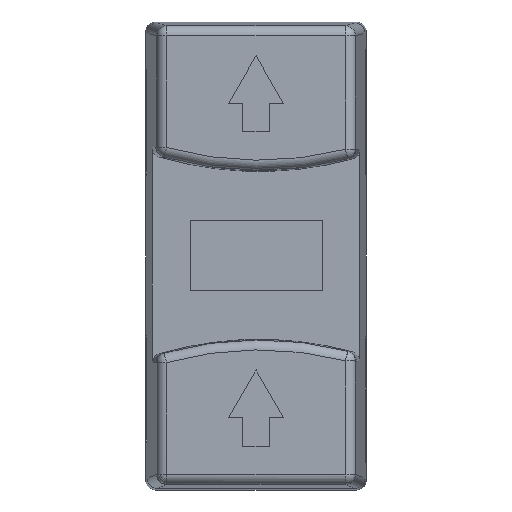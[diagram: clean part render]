
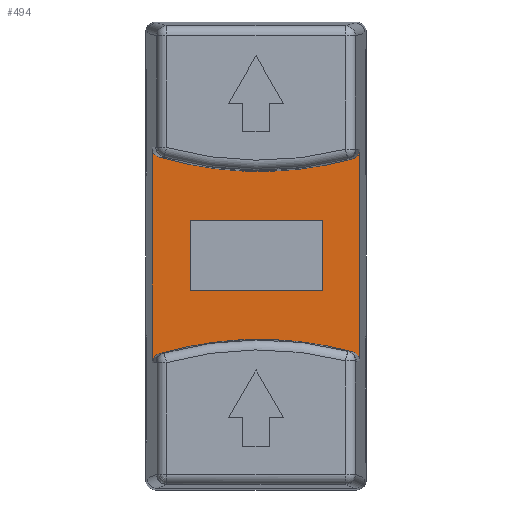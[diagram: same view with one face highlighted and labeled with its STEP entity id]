
A CAD part, top view. The second image highlights one B-rep face of the part: STEP entity #494.
In plain terms, the highlighted planar face has unit normal (0, 0, 1).
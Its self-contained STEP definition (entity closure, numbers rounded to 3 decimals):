
#58=B_SPLINE_CURVE_WITH_KNOTS('',3,(#2372,#2373,#2374,#2375,#2376,#2377,
#2378,#2379,#2380,#2381,#2382,#2383,#2384),.UNSPECIFIED.,.F.,.F.,(4,3,3,
3,4),(0.,0.259,0.518,0.777,1.),
 .UNSPECIFIED.);
#60=B_SPLINE_CURVE_WITH_KNOTS('',3,(#2406,#2407,#2408,#2409,#2410,#2411,
#2412,#2413,#2414,#2415,#2416,#2417,#2418),.UNSPECIFIED.,.F.,.F.,(4,3,3,
3,4),(0.,0.259,0.517,0.776,1.),
 .UNSPECIFIED.);
#62=B_SPLINE_CURVE_WITH_KNOTS('',3,(#2440,#2441,#2442,#2443,#2444,#2445,
#2446,#2447,#2448,#2449,#2450,#2451,#2452),.UNSPECIFIED.,.F.,.F.,(4,3,3,
3,4),(0.,0.263,0.526,0.789,1.),
 .UNSPECIFIED.);
#64=B_SPLINE_CURVE_WITH_KNOTS('',3,(#2474,#2475,#2476,#2477,#2478,#2479,
#2480,#2481,#2482,#2483,#2484,#2485,#2486),.UNSPECIFIED.,.F.,.F.,(4,3,3,
3,4),(0.,0.263,0.525,0.788,1.),
 .UNSPECIFIED.);
#138=PLANE('',#1558);
#235=LINE('',#2042,#339);
#239=LINE('',#2051,#343);
#272=LINE('',#2193,#376);
#280=LINE('',#2217,#384);
#283=LINE('',#2237,#387);
#285=LINE('',#2240,#389);
#339=VECTOR('',#1608,1.);
#343=VECTOR('',#1614,1.);
#376=VECTOR('',#1759,1.);
#384=VECTOR('',#1781,1.);
#387=VECTOR('',#1810,1.);
#389=VECTOR('',#1814,1.);
#494=ADVANCED_FACE('',(#561,#562),#138,.T.);
#561=FACE_BOUND('',#636,.T.);
#562=FACE_BOUND('',#637,.T.);
#636=EDGE_LOOP('',(#900,#901,#902,#903,#904,#905,#906,#907,#908,#909,#910,
#911));
#637=EDGE_LOOP('',(#912,#913,#914,#915));
#900=ORIENTED_EDGE('',*,*,#1330,.F.);
#901=ORIENTED_EDGE('',*,*,#1284,.T.);
#902=ORIENTED_EDGE('',*,*,#1331,.F.);
#903=ORIENTED_EDGE('',*,*,#1322,.T.);
#904=ORIENTED_EDGE('',*,*,#1264,.F.);
#905=ORIENTED_EDGE('',*,*,#1324,.T.);
#906=ORIENTED_EDGE('',*,*,#1332,.F.);
#907=ORIENTED_EDGE('',*,*,#1281,.T.);
#908=ORIENTED_EDGE('',*,*,#1333,.F.);
#909=ORIENTED_EDGE('',*,*,#1326,.T.);
#910=ORIENTED_EDGE('',*,*,#1276,.F.);
#911=ORIENTED_EDGE('',*,*,#1328,.T.);
#912=ORIENTED_EDGE('',*,*,#1198,.T.);
#913=ORIENTED_EDGE('',*,*,#1287,.T.);
#914=ORIENTED_EDGE('',*,*,#1194,.T.);
#915=ORIENTED_EDGE('',*,*,#1289,.T.);
#1066=VERTEX_POINT('',#2036);
#1069=VERTEX_POINT('',#2041);
#1070=VERTEX_POINT('',#2045);
#1073=VERTEX_POINT('',#2050);
#1077=VERTEX_POINT('',#2059);
#1082=VERTEX_POINT('',#2070);
#1087=VERTEX_POINT('',#2081);
#1126=VERTEX_POINT('',#2192);
#1127=VERTEX_POINT('',#2194);
#1135=VERTEX_POINT('',#2216);
#1136=VERTEX_POINT('',#2218);
#1138=VERTEX_POINT('',#2228);
#1156=VERTEX_POINT('',#2385);
#1157=VERTEX_POINT('',#2419);
#1158=VERTEX_POINT('',#2453);
#1159=VERTEX_POINT('',#2487);
#1194=EDGE_CURVE('',#1066,#1069,#235,.T.);
#1198=EDGE_CURVE('',#1070,#1073,#239,.T.);
#1264=EDGE_CURVE('',#1126,#1127,#272,.T.);
#1276=EDGE_CURVE('',#1135,#1136,#280,.T.);
#1281=EDGE_CURVE('',#1138,#1077,#1397,.T.);
#1284=EDGE_CURVE('',#1082,#1087,#1399,.T.);
#1287=EDGE_CURVE('',#1073,#1066,#283,.T.);
#1289=EDGE_CURVE('',#1069,#1070,#285,.T.);
#1322=EDGE_CURVE('',#1156,#1127,#58,.T.);
#1324=EDGE_CURVE('',#1126,#1157,#60,.T.);
#1326=EDGE_CURVE('',#1158,#1136,#62,.T.);
#1328=EDGE_CURVE('',#1135,#1159,#64,.T.);
#1330=EDGE_CURVE('',#1082,#1159,#1422,.T.);
#1331=EDGE_CURVE('',#1156,#1087,#1423,.T.);
#1332=EDGE_CURVE('',#1138,#1157,#1424,.T.);
#1333=EDGE_CURVE('',#1158,#1077,#1425,.T.);
#1397=CIRCLE('',#1507,10.631);
#1399=CIRCLE('',#1511,10.631);
#1422=CIRCLE('',#1554,10.631);
#1423=CIRCLE('',#1555,10.631);
#1424=CIRCLE('',#1556,10.631);
#1425=CIRCLE('',#1557,10.631);
#1507=AXIS2_PLACEMENT_3D('',#2227,#1795,#1796);
#1511=AXIS2_PLACEMENT_3D('',#2233,#1803,#1804);
#1554=AXIS2_PLACEMENT_3D('',#2508,#1899,#1900);
#1555=AXIS2_PLACEMENT_3D('',#2509,#1901,#1902);
#1556=AXIS2_PLACEMENT_3D('',#2510,#1903,#1904);
#1557=AXIS2_PLACEMENT_3D('',#2511,#1905,#1906);
#1558=AXIS2_PLACEMENT_3D('',#2512,#1907,#1908);
#1608=DIRECTION('',(0.,-1.,0.));
#1614=DIRECTION('',(0.,1.,0.));
#1759=DIRECTION('',(0.,-1.,0.));
#1781=DIRECTION('',(0.,1.,0.));
#1795=DIRECTION('',(0.,0.,-1.));
#1796=DIRECTION('',(0.,1.,0.));
#1803=DIRECTION('',(0.,0.,-1.));
#1804=DIRECTION('',(1.,0.,0.));
#1810=DIRECTION('',(1.,0.,0.));
#1814=DIRECTION('',(-1.,0.,0.));
#1899=DIRECTION('',(0.,0.,1.));
#1900=DIRECTION('',(0.,1.,0.));
#1901=DIRECTION('',(0.,0.,1.));
#1902=DIRECTION('',(0.,1.,0.));
#1903=DIRECTION('',(0.,0.,1.));
#1904=DIRECTION('',(0.,1.,0.));
#1905=DIRECTION('',(0.,0.,1.));
#1906=DIRECTION('',(0.,1.,0.));
#1907=DIRECTION('',(0.,0.,1.));
#1908=DIRECTION('',(0.,-1.,0.));
#2036=CARTESIAN_POINT('',(141.288,-16.86,5.6));
#2041=CARTESIAN_POINT('',(141.288,-18.96,5.6));
#2042=CARTESIAN_POINT('',(141.288,-17.91,5.6));
#2045=CARTESIAN_POINT('',(137.322,-18.96,5.6));
#2050=CARTESIAN_POINT('',(137.322,-16.86,5.6));
#2051=CARTESIAN_POINT('',(137.322,-17.91,5.6));
#2059=CARTESIAN_POINT('',(138.797,-15.376,5.6));
#2070=CARTESIAN_POINT('',(138.797,-20.445,5.6));
#2081=CARTESIAN_POINT('',(139.775,-20.435,5.6));
#2192=CARTESIAN_POINT('',(142.408,-14.728,5.6));
#2193=CARTESIAN_POINT('',(142.408,-111.522,5.6));
#2194=CARTESIAN_POINT('',(142.408,-21.093,5.6));
#2216=CARTESIAN_POINT('',(136.17,-21.149,5.6));
#2217=CARTESIAN_POINT('',(136.17,-111.522,5.6));
#2218=CARTESIAN_POINT('',(136.17,-14.672,5.6));
#2227=CARTESIAN_POINT('',(139.388,-4.762,5.6));
#2228=CARTESIAN_POINT('',(139.775,-15.386,5.6));
#2233=CARTESIAN_POINT('',(139.388,-31.059,5.6));
#2237=CARTESIAN_POINT('',(170.352,-16.86,5.6));
#2240=CARTESIAN_POINT('',(170.352,-18.96,5.6));
#2372=CARTESIAN_POINT('',(142.187,-20.804,5.6));
#2373=CARTESIAN_POINT('',(142.22,-20.812,5.6));
#2374=CARTESIAN_POINT('',(142.251,-20.827,5.6));
#2375=CARTESIAN_POINT('',(142.279,-20.846,5.6));
#2376=CARTESIAN_POINT('',(142.306,-20.865,5.6));
#2377=CARTESIAN_POINT('',(142.331,-20.889,5.6));
#2378=CARTESIAN_POINT('',(142.351,-20.916,5.6));
#2379=CARTESIAN_POINT('',(142.371,-20.944,5.6));
#2380=CARTESIAN_POINT('',(142.386,-20.974,5.6));
#2381=CARTESIAN_POINT('',(142.396,-21.007,5.6));
#2382=CARTESIAN_POINT('',(142.404,-21.034,5.6));
#2383=CARTESIAN_POINT('',(142.408,-21.064,5.6));
#2384=CARTESIAN_POINT('',(142.408,-21.093,5.6));
#2385=CARTESIAN_POINT('',(142.187,-20.804,5.6));
#2406=CARTESIAN_POINT('',(142.408,-14.728,5.6));
#2407=CARTESIAN_POINT('',(142.408,-14.762,5.6));
#2408=CARTESIAN_POINT('',(142.402,-14.796,5.6));
#2409=CARTESIAN_POINT('',(142.391,-14.827,5.6));
#2410=CARTESIAN_POINT('',(142.38,-14.859,5.6));
#2411=CARTESIAN_POINT('',(142.364,-14.889,5.6));
#2412=CARTESIAN_POINT('',(142.343,-14.915,5.6));
#2413=CARTESIAN_POINT('',(142.322,-14.942,5.6));
#2414=CARTESIAN_POINT('',(142.296,-14.964,5.6));
#2415=CARTESIAN_POINT('',(142.267,-14.982,5.6));
#2416=CARTESIAN_POINT('',(142.243,-14.998,5.6));
#2417=CARTESIAN_POINT('',(142.215,-15.01,5.6));
#2418=CARTESIAN_POINT('',(142.187,-15.017,5.6));
#2419=CARTESIAN_POINT('',(142.187,-15.017,5.6));
#2440=CARTESIAN_POINT('',(136.386,-14.96,5.6));
#2441=CARTESIAN_POINT('',(136.353,-14.95,5.6));
#2442=CARTESIAN_POINT('',(136.322,-14.935,5.6));
#2443=CARTESIAN_POINT('',(136.295,-14.916,5.6));
#2444=CARTESIAN_POINT('',(136.268,-14.896,5.6));
#2445=CARTESIAN_POINT('',(136.244,-14.871,5.6));
#2446=CARTESIAN_POINT('',(136.224,-14.844,5.6));
#2447=CARTESIAN_POINT('',(136.205,-14.816,5.6));
#2448=CARTESIAN_POINT('',(136.19,-14.785,5.6));
#2449=CARTESIAN_POINT('',(136.181,-14.753,5.6));
#2450=CARTESIAN_POINT('',(136.174,-14.727,5.6));
#2451=CARTESIAN_POINT('',(136.17,-14.699,5.6));
#2452=CARTESIAN_POINT('',(136.17,-14.672,5.6));
#2453=CARTESIAN_POINT('',(136.386,-14.96,5.6));
#2474=CARTESIAN_POINT('',(136.17,-21.149,5.6));
#2475=CARTESIAN_POINT('',(136.17,-21.115,5.6));
#2476=CARTESIAN_POINT('',(136.176,-21.081,5.6));
#2477=CARTESIAN_POINT('',(136.187,-21.049,5.6));
#2478=CARTESIAN_POINT('',(136.198,-21.018,5.6));
#2479=CARTESIAN_POINT('',(136.215,-20.988,5.6));
#2480=CARTESIAN_POINT('',(136.236,-20.961,5.6));
#2481=CARTESIAN_POINT('',(136.257,-20.935,5.6));
#2482=CARTESIAN_POINT('',(136.283,-20.912,5.6));
#2483=CARTESIAN_POINT('',(136.311,-20.894,5.6));
#2484=CARTESIAN_POINT('',(136.334,-20.88,5.6));
#2485=CARTESIAN_POINT('',(136.36,-20.869,5.6));
#2486=CARTESIAN_POINT('',(136.386,-20.861,5.6));
#2487=CARTESIAN_POINT('',(136.386,-20.861,5.6));
#2508=CARTESIAN_POINT('',(139.388,-31.059,5.6));
#2509=CARTESIAN_POINT('',(139.388,-31.059,5.6));
#2510=CARTESIAN_POINT('',(139.388,-4.762,5.6));
#2511=CARTESIAN_POINT('',(139.388,-4.762,5.6));
#2512=CARTESIAN_POINT('',(170.352,-111.522,5.6));
